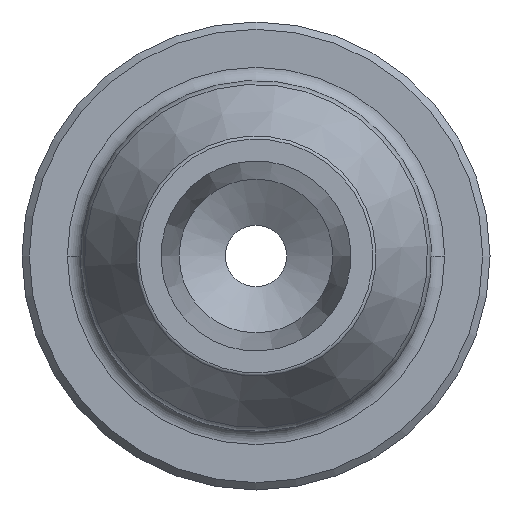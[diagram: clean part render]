
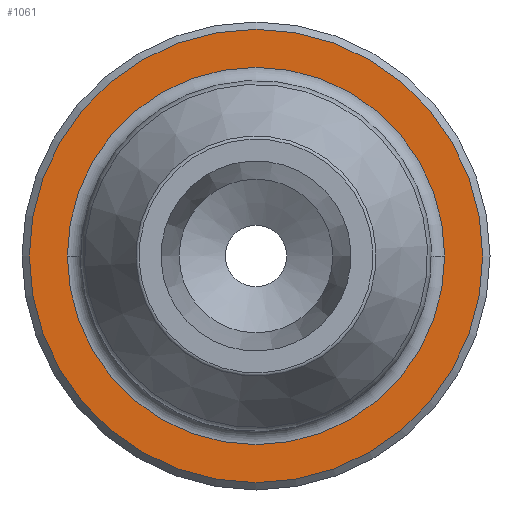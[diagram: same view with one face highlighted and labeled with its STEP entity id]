
A CAD part, front view. The second image highlights one B-rep face of the part: STEP entity #1061.
In plain terms, the highlighted face is planar.
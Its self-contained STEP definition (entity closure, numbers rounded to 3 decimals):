
#222=VERTEX_POINT('',#1714);
#223=VERTEX_POINT('',#1715);
#224=VERTEX_POINT('',#1718);
#315=CIRCLE('',#1135,12.9);
#316=CIRCLE('',#1136,12.9);
#317=CIRCLE('',#1137,15.5);
#429=EDGE_CURVE('',#222,#223,#315,.T.);
#430=EDGE_CURVE('',#223,#222,#316,.T.);
#431=EDGE_CURVE('',#224,#224,#317,.T.);
#583=ORIENTED_EDGE('',*,*,#429,.T.);
#584=ORIENTED_EDGE('',*,*,#430,.T.);
#585=ORIENTED_EDGE('',*,*,#431,.F.);
#891=EDGE_LOOP('',(#583,#584));
#892=EDGE_LOOP('',(#585));
#976=FACE_BOUND('',#891,.T.);
#977=FACE_BOUND('',#892,.T.);
#1061=ADVANCED_FACE('',(#976,#977),#2035,.T.);
#1134=AXIS2_PLACEMENT_3D('',#1712,#1325,$);
#1135=AXIS2_PLACEMENT_3D('',#1713,#1326,#1327);
#1136=AXIS2_PLACEMENT_3D('',#1716,#1328,#1329);
#1137=AXIS2_PLACEMENT_3D('',#1717,#1330,#1331);
#1325=DIRECTION('',(0.,0.,-1.));
#1326=DIRECTION('',(0.,0.,1.));
#1327=DIRECTION('',(-12.9,0.,0.));
#1328=DIRECTION('',(0.,0.,1.));
#1329=DIRECTION('',(-12.9,0.,0.));
#1330=DIRECTION('',(0.,0.,1.));
#1331=DIRECTION('',(15.5,0.,0.));
#1712=CARTESIAN_POINT('',(16.15,0.,-20.));
#1713=CARTESIAN_POINT('',(0.,0.,-20.));
#1714=CARTESIAN_POINT('',(-12.9,0.,-20.));
#1715=CARTESIAN_POINT('',(12.9,0.,-20.));
#1716=CARTESIAN_POINT('',(0.,0.,-20.));
#1717=CARTESIAN_POINT('',(0.,0.,-20.));
#1718=CARTESIAN_POINT('',(15.5,0.,-20.));
#2035=PLANE('',#1134);
